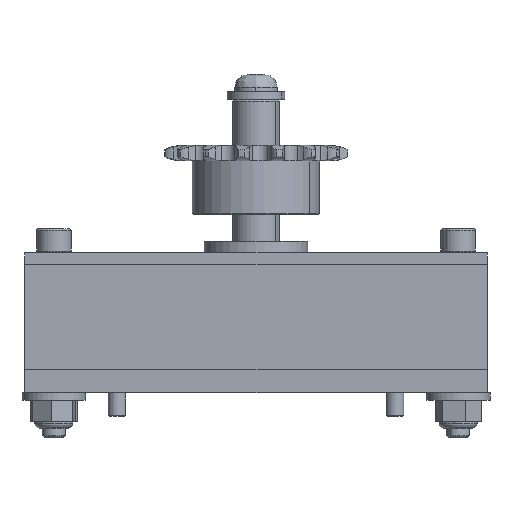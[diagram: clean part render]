
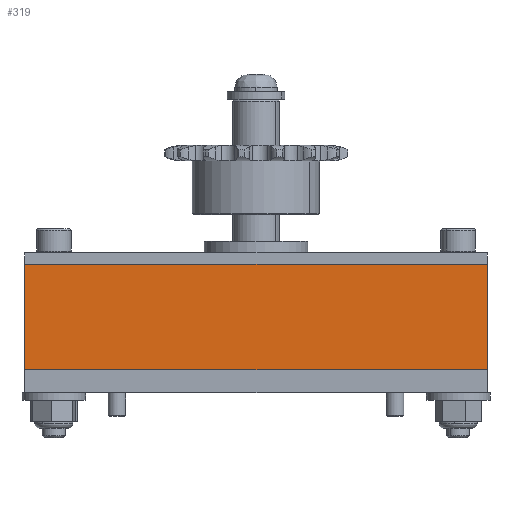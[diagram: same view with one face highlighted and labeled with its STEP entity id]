
A CAD part, front view. The second image highlights one B-rep face of the part: STEP entity #319.
In plain terms, the highlighted planar face has unit normal (0, -1, 0).
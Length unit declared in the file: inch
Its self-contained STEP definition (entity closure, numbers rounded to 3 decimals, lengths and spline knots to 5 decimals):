
#226=CARTESIAN_POINT('',(-2.5,-2.5,-0.57));
#227=VERTEX_POINT('',#226);
#242=CARTESIAN_POINT('',(2.5,-2.5,-0.57));
#243=VERTEX_POINT('',#242);
#250=CARTESIAN_POINT('',(-2.5,-2.5,-0.57));
#251=DIRECTION('',(1.0,0.0,0.0));
#252=VECTOR('',#251,5.0);
#253=LINE('',#250,#252);
#254=EDGE_CURVE('',#227,#243,#253,.T.);
#272=CARTESIAN_POINT('',(2.5,-2.5,0.57));
#273=VERTEX_POINT('',#272);
#280=CARTESIAN_POINT('',(2.5,-2.5,0.57));
#281=DIRECTION('',(0.0,0.0,-1.0));
#282=VECTOR('',#281,1.14);
#283=LINE('',#280,#282);
#284=EDGE_CURVE('',#273,#243,#283,.T.);
#296=CARTESIAN_POINT('',(2.5,-2.5,0.0));
#297=DIRECTION('',(0.0,-1.0,0.0));
#298=DIRECTION('',(0.0,0.0,-1.0));
#299=AXIS2_PLACEMENT_3D('',#296,#297,#298);
#300=PLANE('',#299);
#301=CARTESIAN_POINT('',(-2.5,-2.5,0.57));
#302=VERTEX_POINT('',#301);
#303=CARTESIAN_POINT('',(2.5,-2.5,0.57));
#304=DIRECTION('',(-1.0,0.0,0.0));
#305=VECTOR('',#304,5.0);
#306=LINE('',#303,#305);
#307=EDGE_CURVE('',#273,#302,#306,.T.);
#308=ORIENTED_EDGE('',*,*,#307,.T.);
#309=CARTESIAN_POINT('',(-2.5,-2.5,0.57));
#310=DIRECTION('',(0.0,0.0,-1.0));
#311=VECTOR('',#310,1.14);
#312=LINE('',#309,#311);
#313=EDGE_CURVE('',#302,#227,#312,.T.);
#314=ORIENTED_EDGE('',*,*,#313,.T.);
#315=ORIENTED_EDGE('',*,*,#254,.T.);
#316=ORIENTED_EDGE('',*,*,#284,.F.);
#317=EDGE_LOOP('',(#308,#314,#315,#316));
#318=FACE_OUTER_BOUND('',#317,.T.);
#319=ADVANCED_FACE('',(#318),#300,.T.);
